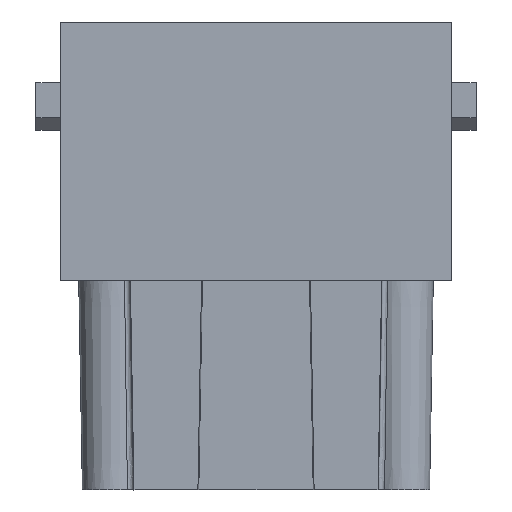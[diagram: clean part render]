
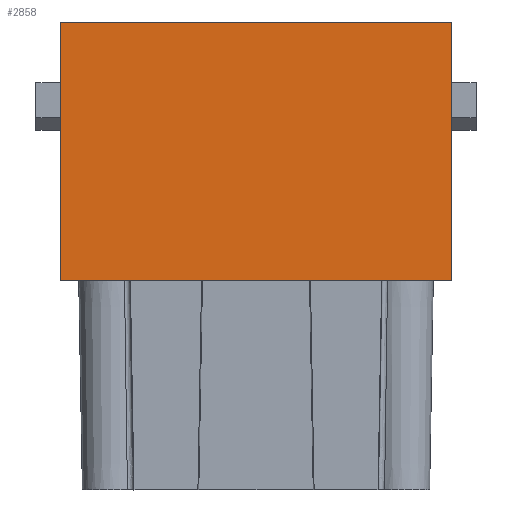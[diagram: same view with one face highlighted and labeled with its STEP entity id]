
A CAD part, left-side view. The second image highlights one B-rep face of the part: STEP entity #2858.
In plain terms, the highlighted planar face has unit normal (-1, 0, 0).
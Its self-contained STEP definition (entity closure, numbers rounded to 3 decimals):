
#2838=AXIS2_PLACEMENT_3D('Plane Axis2P3D',#2835,#2836,#2837) ;
#1063=CARTESIAN_POINT('Vertex',(0.,32.2,36.25)) ;
#1066=CARTESIAN_POINT('Line Origine',(0.,17.05,36.25)) ;
#1070=CARTESIAN_POINT('Vertex',(0.,1.9,36.25)) ;
#2770=CARTESIAN_POINT('Vertex',(0.,32.2,16.2)) ;
#2773=CARTESIAN_POINT('Line Origine',(0.,32.2,26.225)) ;
#2835=CARTESIAN_POINT('Axis2P3D Location',(0.,3.5,32.237)) ;
#2840=CARTESIAN_POINT('Line Origine',(0.,1.9,26.225)) ;
#2844=CARTESIAN_POINT('Vertex',(0.,1.9,16.2)) ;
#2847=CARTESIAN_POINT('Line Origine',(0.,17.05,16.2)) ;
#1067=DIRECTION('Vector Direction',(0.,-1.,0.)) ;
#2774=DIRECTION('Vector Direction',(0.,0.,-1.)) ;
#2836=DIRECTION('Axis2P3D Direction',(1.,0.,0.)) ;
#2837=DIRECTION('Axis2P3D XDirection',(0.,-1.,0.)) ;
#2841=DIRECTION('Vector Direction',(0.,0.,1.)) ;
#2848=DIRECTION('Vector Direction',(0.,-1.,0.)) ;
#1068=VECTOR('Line Direction',#1067,1.) ;
#2775=VECTOR('Line Direction',#2774,1.) ;
#2842=VECTOR('Line Direction',#2841,1.) ;
#2849=VECTOR('Line Direction',#2848,1.) ;
#2853=ORIENTED_EDGE('',*,*,#2846,.T.) ;
#2854=ORIENTED_EDGE('',*,*,#1072,.F.) ;
#2855=ORIENTED_EDGE('',*,*,#2777,.T.) ;
#2856=ORIENTED_EDGE('',*,*,#2851,.T.) ;
#2858=ADVANCED_FACE('Hauptkoerper',(#2857),#2839,.F.) ;
#1072=EDGE_CURVE('',#1064,#1071,#1069,.T.) ;
#2777=EDGE_CURVE('',#1064,#2771,#2776,.T.) ;
#2846=EDGE_CURVE('',#2845,#1071,#2843,.T.) ;
#2851=EDGE_CURVE('',#2771,#2845,#2850,.T.) ;
#2852=EDGE_LOOP('',(#2853,#2854,#2855,#2856)) ;
#2857=FACE_OUTER_BOUND('',#2852,.T.) ;
#1069=LINE('Line',#1066,#1068) ;
#2776=LINE('Line',#2773,#2775) ;
#2843=LINE('Line',#2840,#2842) ;
#2850=LINE('Line',#2847,#2849) ;
#2839=PLANE('',#2838) ;
#1064=VERTEX_POINT('',#1063) ;
#1071=VERTEX_POINT('',#1070) ;
#2771=VERTEX_POINT('',#2770) ;
#2845=VERTEX_POINT('',#2844) ;
